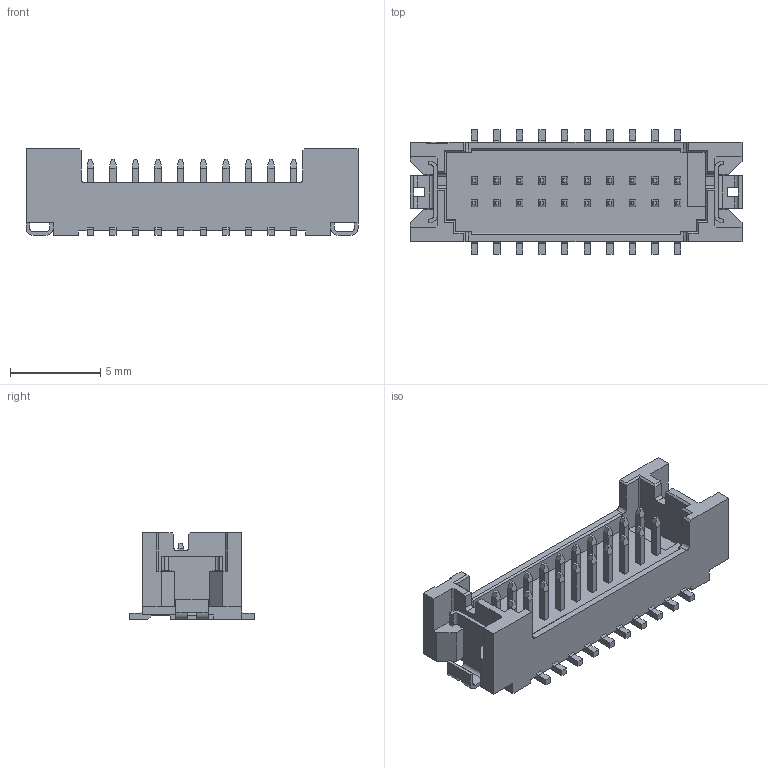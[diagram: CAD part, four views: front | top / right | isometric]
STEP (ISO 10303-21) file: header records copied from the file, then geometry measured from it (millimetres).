
FILE_DESCRIPTION(('Creo Elements/Direct Modeling STEP Export'),'2;1');
FILE_NAME('DF13EA-20DP-1.25V.stp','2016-07-21T13:53:29',(''),(''),'Creo Elements/Direct Modeling STEP processor for AP214 (Solid Model)','Creo Elements/Direct Modeling 18.1E 22-Nov-2013 (C) Parametric Technology GmbH','');
FILE_SCHEMA(('AUTOMOTIVE_DESIGN { 1 0 10303 214 1 1 1 1 }'));
Length unit declared in the file: millimetre
Products named in the file (1): DF13EA-20DP-1.25V
Bounding box: 18.35 x 6.9 x 4.8 mm (x, y, z)
Volume: 211.3 mm3; surface area: 577.5 mm2
Topology: 1 solids, 1 shells, 556 faces, 1602 edges, 1060 vertices
Faces by surface type: plane 526, cylinder 30
Entity records: 17934 total; most frequent: CARTESIAN_POINT 3253, ORIENTED_EDGE 3204, DIRECTION 2770, EDGE_CURVE 1602, VECTOR 1540, LINE 1540, VERTEX_POINT 1060, AXIS2_PLACEMENT_3D 615
